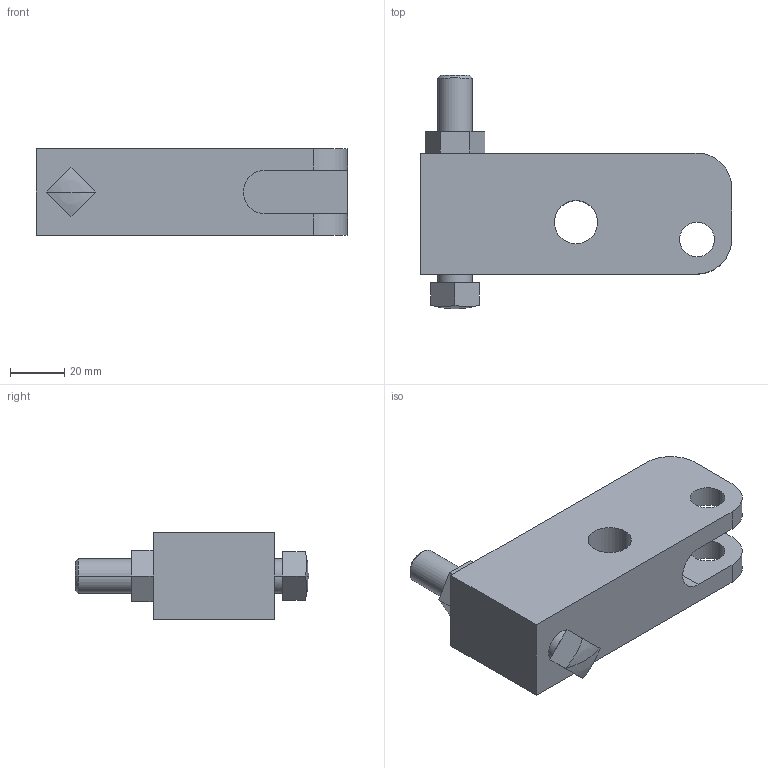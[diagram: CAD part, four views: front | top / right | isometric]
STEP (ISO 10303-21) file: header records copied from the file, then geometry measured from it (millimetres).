
FILE_DESCRIPTION((''),'2;1');
FILE_NAME('91601401','2004-10-13T',('KR'),(''),'PRO/ENGINEER BY PARAMETRIC TECHNOLOGY CORPORATION, 2004290','PRO/ENGINEER BY PARAMETRIC TECHNOLOGY CORPORATION, 2004290','');
FILE_SCHEMA(('CONFIG_CONTROL_DESIGN'));
Length unit declared in the file: inch
Products named in the file (1): 91601401
Bounding box: 114.3 x 85.72 x 31.75 mm (x, y, z)
Volume: 140422.6 mm3; surface area: 26934.4 mm2
Topology: 1 solids, 2 shells, 46 faces, 119 edges, 74 vertices
Faces by surface type: plane 24, cylinder 16, cone 4, sphere 2
Entity records: 1437 total; most frequent: DIRECTION 253, CARTESIAN_POINT 236, ORIENTED_EDGE 226, EDGE_CURVE 115, AXIS2_PLACEMENT_3D 91, VERTEX_POINT 74, VECTOR 71, LINE 71
